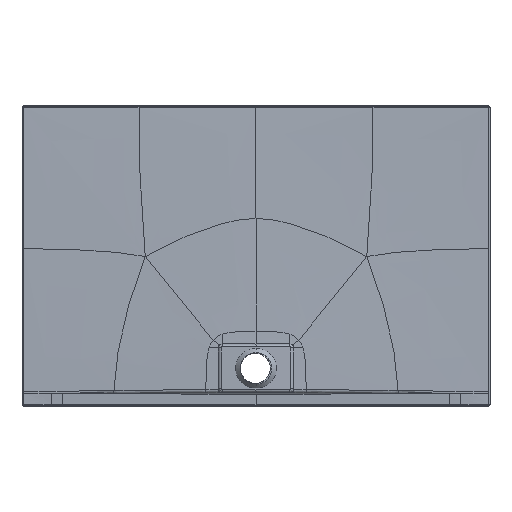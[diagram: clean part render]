
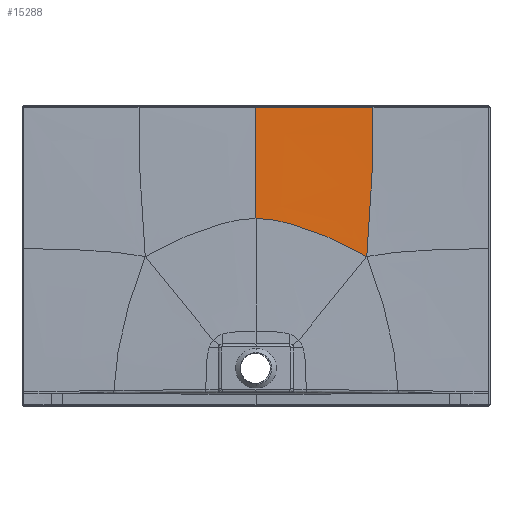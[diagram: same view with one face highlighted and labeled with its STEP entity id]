
A CAD part, front view. The second image highlights one B-rep face of the part: STEP entity #15288.
In plain terms, the highlighted free-form (B-spline) face has degree [3, 3] with [8, 10] control points.
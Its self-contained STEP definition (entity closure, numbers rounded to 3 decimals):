
#1404=CARTESIAN_POINT('',(331.362,-9.279,448.367));
#1406=CARTESIAN_POINT('',(0.,-10.849,
562.57));
#1407=CARTESIAN_POINT('',(23.474,-10.849,562.57));
#1408=CARTESIAN_POINT('',(72.931,-10.736,555.921));
#1409=CARTESIAN_POINT('',(153.299,-10.371,531.693));
#1410=CARTESIAN_POINT('',(224.843,-10.011,503.996));
#1411=CARTESIAN_POINT('',(284.92,-9.645,475.463));
#1412=CARTESIAN_POINT('',(315.799,-9.412,458.036));
#1413=CARTESIAN_POINT('',(331.362,-9.279,448.367));
#3914=CARTESIAN_POINT('',(349.998,-3.052,894.979));
#3937=CARTESIAN_POINT('',(-0.006,-3.118,
894.953));
#3938=CARTESIAN_POINT('',(22.832,-3.118,894.953));
#3939=CARTESIAN_POINT('',(66.801,-3.115,894.955));
#3940=CARTESIAN_POINT('',(126.84,-3.106,894.958));
#3941=CARTESIAN_POINT('',(183.246,-3.094,894.963));
#3942=CARTESIAN_POINT('',(239.699,-3.08,894.968));
#3943=CARTESIAN_POINT('',(296.211,-3.066,894.974));
#3944=CARTESIAN_POINT('',(332.249,-3.057,894.977));
#3945=CARTESIAN_POINT('',(349.998,-3.052,894.979));
#3947=CARTESIAN_POINT('',(349.998,-3.052,894.979));
#3948=CARTESIAN_POINT('',(349.966,-3.368,864.739));
#3949=CARTESIAN_POINT('',(349.251,-4.133,801.575));
#3950=CARTESIAN_POINT('',(347.612,-5.331,715.581));
#3951=CARTESIAN_POINT('',(345.453,-6.428,638.212));
#3952=CARTESIAN_POINT('',(342.874,-7.31,576.632));
#3953=CARTESIAN_POINT('',(339.293,-8.098,523.18));
#3954=CARTESIAN_POINT('',(335.204,-8.762,480.233));
#3955=CARTESIAN_POINT('',(332.718,-9.105,458.926));
#3956=CARTESIAN_POINT('',(331.362,-9.279,448.367));
#3958=DIRECTION('',(0.,-0.023,-1.));
#3959=VECTOR('',#3958,332.474);
#3960=CARTESIAN_POINT('',(-0.006,-3.118,
894.953));
#3961=LINE('',#3960,#3959);
#4495=VERTEX_POINT('',#1404);
#4608=VERTEX_POINT('',#3914);
#4630=CARTESIAN_POINT('',(0.,-10.849,
562.57));
#4632=VERTEX_POINT('',#4630);
#4633=CARTESIAN_POINT('',(-0.006,-3.118,
894.953));
#4634=VERTEX_POINT('',#4633);
#15199=CARTESIAN_POINT('',(-3.577,-3.024,
899.02));
#15200=CARTESIAN_POINT('',(-3.576,-3.67,
871.245));
#15201=CARTESIAN_POINT('',(-3.517,-4.97,
815.344));
#15202=CARTESIAN_POINT('',(-3.332,-6.597,
745.379));
#15203=CARTESIAN_POINT('',(-3.159,-7.905,
689.126));
#15204=CARTESIAN_POINT('',(-3.035,-8.886,
646.935));
#15205=CARTESIAN_POINT('',(-2.95,-9.704,
611.776));
#15206=CARTESIAN_POINT('',(-2.898,-10.381,
582.667));
#15207=CARTESIAN_POINT('',(-2.878,-10.731,
567.622));
#15208=CARTESIAN_POINT('',(-2.869,-10.917,
559.608));
#15209=CARTESIAN_POINT('',(26.782,-3.024,
899.02));
#15210=CARTESIAN_POINT('',(26.777,-3.671,
871.25));
#15211=CARTESIAN_POINT('',(26.335,-4.973,
815.363));
#15212=CARTESIAN_POINT('',(24.936,-6.602,
745.438));
#15213=CARTESIAN_POINT('',(23.634,-7.911,
689.238));
#15214=CARTESIAN_POINT('',(22.696,-8.892,
647.099));
#15215=CARTESIAN_POINT('',(22.049,-9.71,
611.989));
#15216=CARTESIAN_POINT('',(21.647,-10.386,
582.923));
#15217=CARTESIAN_POINT('',(21.494,-10.736,
567.899));
#15218=CARTESIAN_POINT('',(21.429,-10.922,
559.897));
#15219=CARTESIAN_POINT('',(86.307,-3.023,
899.013));
#15220=CARTESIAN_POINT('',(86.293,-3.647,
871.124));
#15221=CARTESIAN_POINT('',(84.935,-4.905,
814.914));
#15222=CARTESIAN_POINT('',(80.825,-6.49,
744.07));
#15223=CARTESIAN_POINT('',(77.215,-7.779,
686.631));
#15224=CARTESIAN_POINT('',(74.739,-8.756,
643.312));
#15225=CARTESIAN_POINT('',(73.15,-9.578,
607.055));
#15226=CARTESIAN_POINT('',(72.235,-10.265,
577.004));
#15227=CARTESIAN_POINT('',(71.915,-10.621,
561.477));
#15228=CARTESIAN_POINT('',(71.786,-10.811,
553.214));
#15229=CARTESIAN_POINT('',(175.,-3.02,
898.989));
#15230=CARTESIAN_POINT('',(174.976,-3.558,
870.729));
#15231=CARTESIAN_POINT('',(172.745,-4.658,
813.486));
#15232=CARTESIAN_POINT('',(166.321,-6.1,
739.412));
#15233=CARTESIAN_POINT('',(160.967,-7.33,
677.41));
#15234=CARTESIAN_POINT('',(157.434,-8.296,
629.648));
#15235=CARTESIAN_POINT('',(155.241,-9.14,
588.985));
#15236=CARTESIAN_POINT('',(153.945,-9.861,
555.096));
#15237=CARTESIAN_POINT('',(153.442,-10.242,
537.575));
#15238=CARTESIAN_POINT('',(153.213,-10.446,
528.273));
#15239=CARTESIAN_POINT('',(247.916,-3.017,
898.955));
#15240=CARTESIAN_POINT('',(247.894,-3.464,
870.062));
#15241=CARTESIAN_POINT('',(245.75,-4.416,
811.273));
#15242=CARTESIAN_POINT('',(239.761,-5.746,
733.285));
#15243=CARTESIAN_POINT('',(234.691,-6.93,
666.102));
#15244=CARTESIAN_POINT('',(231.134,-7.884,
613.421));
#15245=CARTESIAN_POINT('',(228.487,-8.739,
568.01));
#15246=CARTESIAN_POINT('',(226.363,-9.481,
530.093));
#15247=CARTESIAN_POINT('',(225.244,-9.876,
510.545));
#15248=CARTESIAN_POINT('',(224.613,-10.089,
500.187));
#15249=CARTESIAN_POINT('',(307.191,-3.014,
898.901));
#15250=CARTESIAN_POINT('',(307.177,-3.389,
868.831));
#15251=CARTESIAN_POINT('',(305.71,-4.235,
807.469));
#15252=CARTESIAN_POINT('',(301.8,-5.498,
724.768));
#15253=CARTESIAN_POINT('',(298.138,-6.639,
652.225));
#15254=CARTESIAN_POINT('',(295.046,-7.564,
594.758));
#15255=CARTESIAN_POINT('',(291.891,-8.396,
544.949));
#15256=CARTESIAN_POINT('',(288.624,-9.121,
503.448));
#15257=CARTESIAN_POINT('',(286.622,-9.507,
482.109));
#15258=CARTESIAN_POINT('',(285.469,-9.716,
470.866));
#15259=CARTESIAN_POINT('',(337.298,-3.013,
898.861));
#15260=CARTESIAN_POINT('',(337.291,-3.352,
867.858));
#15261=CARTESIAN_POINT('',(336.337,-4.149,
804.515));
#15262=CARTESIAN_POINT('',(333.966,-5.381,
718.649));
#15263=CARTESIAN_POINT('',(331.341,-6.493,
642.818));
#15264=CARTESIAN_POINT('',(328.606,-7.391,
582.528));
#15265=CARTESIAN_POINT('',(325.163,-8.194,
530.214));
#15266=CARTESIAN_POINT('',(321.206,-8.895,
486.669));
#15267=CARTESIAN_POINT('',(318.737,-9.269,
464.365));
#15268=CARTESIAN_POINT('',(317.254,-9.471,
452.57));
#15269=CARTESIAN_POINT('',(352.822,-3.012,
898.837));
#15270=CARTESIAN_POINT('',(352.819,-3.333,
867.244));
#15271=CARTESIAN_POINT('',(352.152,-4.106,
802.66));
#15272=CARTESIAN_POINT('',(350.643,-5.32,
714.907));
#15273=CARTESIAN_POINT('',(348.587,-6.413,
637.199));
#15274=CARTESIAN_POINT('',(346.042,-7.292,
575.334));
#15275=CARTESIAN_POINT('',(342.431,-8.077,
521.63));
#15276=CARTESIAN_POINT('',(338.137,-8.761,
476.985));
#15277=CARTESIAN_POINT('',(335.396,-9.128,
454.099));
#15278=CARTESIAN_POINT('',(333.793,-9.326,
442.05));
#15279=B_SPLINE_SURFACE_WITH_KNOTS('',3,3,((#15199,#15200,#15201,#15202,#15203,
#15204,#15205,#15206,#15207,#15208),(#15209,#15210,#15211,#15212,#15213,#15214,
#15215,#15216,#15217,#15218),(#15219,#15220,#15221,#15222,#15223,#15224,#15225,
#15226,#15227,#15228),(#15229,#15230,#15231,#15232,#15233,#15234,#15235,#15236,
#15237,#15238),(#15239,#15240,#15241,#15242,#15243,#15244,#15245,#15246,#15247,
#15248),(#15249,#15250,#15251,#15252,#15253,#15254,#15255,#15256,#15257,#15258),
(#15259,#15260,#15261,#15262,#15263,#15264,#15265,#15266,#15267,#15268),(#15269,
#15270,#15271,#15272,#15273,#15274,#15275,#15276,#15277,#15278)),.UNSPECIFIED.,
.F.,.F.,.F.,(4,1,1,1,1,4),(4,1,1,1,1,1,1,4),(-0.005,0.125,0.25,
0.375,0.438,0.504),(0.002,0.125,0.25,0.313,
0.375,0.438,0.469,0.504),.UNSPECIFIED.);
#15281=ORIENTED_EDGE('',*,*,#15280,.F.);
#15283=ORIENTED_EDGE('',*,*,#15282,.T.);
#15284=ORIENTED_EDGE('',*,*,#15191,.T.);
#15285=ORIENTED_EDGE('',*,*,#8133,.F.);
#15286=EDGE_LOOP('',(#15281,#15283,#15284,#15285));
#15287=FACE_OUTER_BOUND('',#15286,.F.);
#15288=ADVANCED_FACE('',(#15287),#15279,.F.);
#1414=B_SPLINE_CURVE_WITH_KNOTS('',3,(#1406,#1407,#1408,#1409,#1410,#1411,#1412,
#1413),.UNSPECIFIED.,.F.,.F.,(4,1,1,1,1,4),(0.,0.25,0.5,0.75,0.875,
1.),.UNSPECIFIED.);
#3946=B_SPLINE_CURVE_WITH_KNOTS('',3,(#3937,#3938,#3939,#3940,#3941,#3942,#3943,
#3944,#3945),.UNSPECIFIED.,.F.,.F.,(4,1,1,1,1,1,4),(0.,0.167,
0.333,0.5,0.667,0.833,1.),
.UNSPECIFIED.);
#3957=B_SPLINE_CURVE_WITH_KNOTS('',3,(#3947,#3948,#3949,#3950,#3951,#3952,#3953,
#3954,#3955,#3956),.UNSPECIFIED.,.F.,.F.,(4,1,1,1,1,1,1,4),(0.,
0.24,0.493,0.62,0.747,
0.873,0.937,1.),.UNSPECIFIED.);
#8133=EDGE_CURVE('',#4632,#4495,#1414,.T.);
#15191=EDGE_CURVE('',#4608,#4495,#3957,.T.);
#15280=EDGE_CURVE('',#4634,#4632,#3961,.T.);
#15282=EDGE_CURVE('',#4634,#4608,#3946,.T.);
